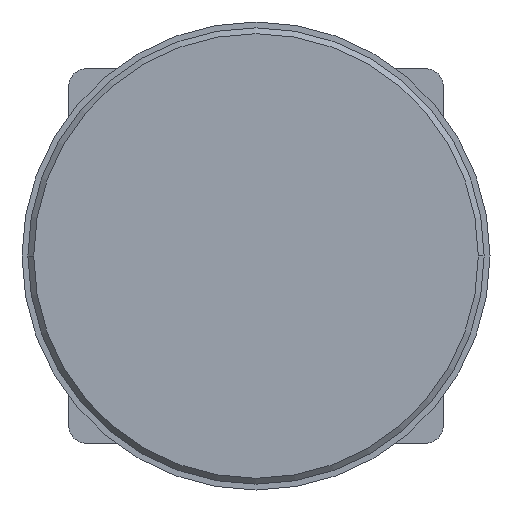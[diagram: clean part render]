
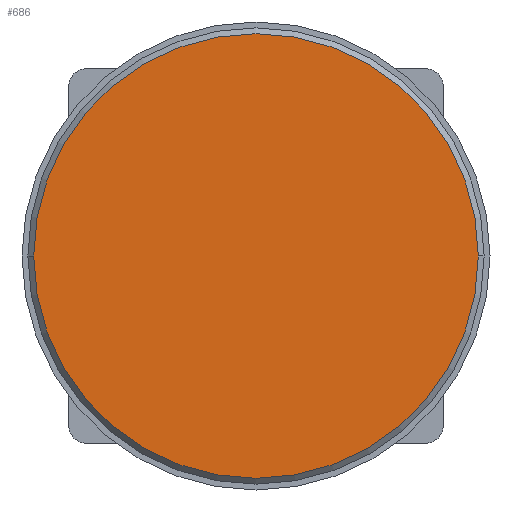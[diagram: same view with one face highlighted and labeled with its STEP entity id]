
A CAD part, front view. The second image highlights one B-rep face of the part: STEP entity #686.
In plain terms, the highlighted planar face has unit normal (0, -1, 0).
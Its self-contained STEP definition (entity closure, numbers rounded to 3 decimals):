
#3 = AXIS2_PLACEMENT_3D ( 'NONE', #773, #283, #842 ) ;
#94 = CARTESIAN_POINT ( 'NONE',  ( 38., 0., 0. ) ) ;
#126 = VERTEX_POINT ( 'NONE', #94 ) ;
#177 = AXIS2_PLACEMENT_3D ( 'NONE', #562, #423, #857 ) ;
#283 = DIRECTION ( 'NONE',  ( 0., -1., 0. ) ) ;
#288 = EDGE_CURVE ( 'NONE', #126, #484, #628, .T. ) ;
#331 = DIRECTION ( 'NONE',  ( 0., 1., 0. ) ) ;
#423 = DIRECTION ( 'NONE',  ( 0., -1., 0. ) ) ;
#454 = FACE_OUTER_BOUND ( 'NONE', #468, .T. ) ;
#468 = EDGE_LOOP ( 'NONE', ( #898, #771 ) ) ;
#484 = VERTEX_POINT ( 'NONE', #514 ) ;
#514 = CARTESIAN_POINT ( 'NONE',  ( -38., 0., 0. ) ) ;
#520 = CIRCLE ( 'NONE', #3, 38. ) ;
#562 = CARTESIAN_POINT ( 'NONE',  ( 0., 0., 0. ) ) ;
#628 = CIRCLE ( 'NONE', #177, 38. ) ;
#639 = AXIS2_PLACEMENT_3D ( 'NONE', #829, #331, #748 ) ;
#686 = ADVANCED_FACE ( 'NONE', ( #454 ), #899, .F. ) ;
#748 = DIRECTION ( 'NONE',  ( -1., 0., 0. ) ) ;
#752 = EDGE_CURVE ( 'NONE', #484, #126, #520, .T. ) ;
#771 = ORIENTED_EDGE ( 'NONE', *, *, #288, .T. ) ;
#773 = CARTESIAN_POINT ( 'NONE',  ( 0., 0., 0. ) ) ;
#829 = CARTESIAN_POINT ( 'NONE',  ( 0., 0., 0. ) ) ;
#842 = DIRECTION ( 'NONE',  ( -1., 0., 0. ) ) ;
#857 = DIRECTION ( 'NONE',  ( -1., 0., 0. ) ) ;
#898 = ORIENTED_EDGE ( 'NONE', *, *, #752, .T. ) ;
#899 = PLANE ( 'NONE',  #639 ) ;
